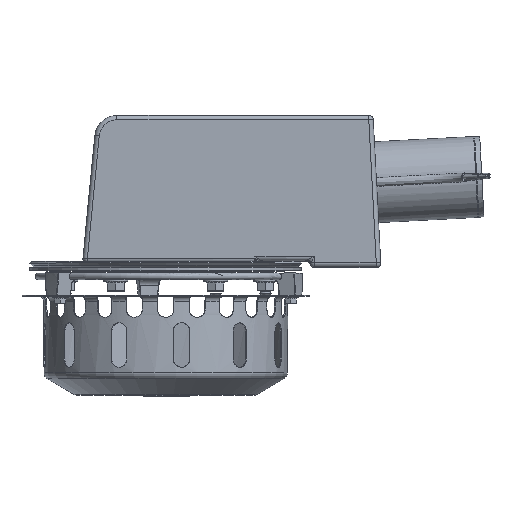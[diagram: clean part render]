
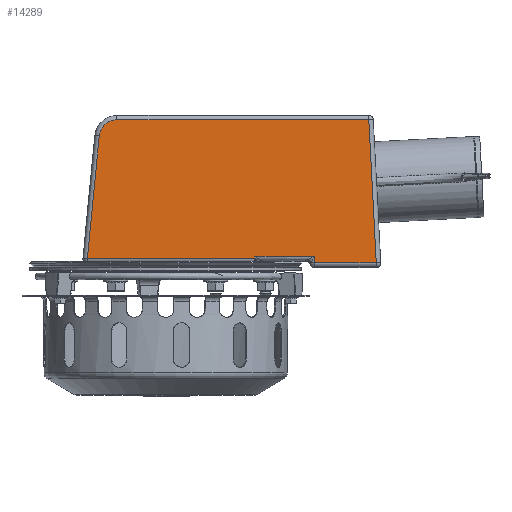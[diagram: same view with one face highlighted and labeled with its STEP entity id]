
A CAD part, top view. The second image highlights one B-rep face of the part: STEP entity #14289.
In plain terms, the highlighted planar face has unit normal (0, 0, 1).
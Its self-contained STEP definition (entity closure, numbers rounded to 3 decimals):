
#671=B_SPLINE_CURVE_WITH_KNOTS('',3,(#36554,#36555,#36556,#36557,#36558,
#36559),.UNSPECIFIED.,.F.,.F.,(4,1,1,4),(-0.324,-0.231,
-0.185,0.),.UNSPECIFIED.);
#672=B_SPLINE_CURVE_WITH_KNOTS('',3,(#36561,#36562,#36563,#36564,#36565,
#36566),.UNSPECIFIED.,.F.,.F.,(4,2,4),(-0.008,0.,1.706),
 .UNSPECIFIED.);
#1116=PLANE('',#17821);
#2536=FACE_OUTER_BOUND('',#3605,.T.);
#3605=EDGE_LOOP('',(#12903,#12904,#12905,#12906,#12907,#12908,#12909,#12910,
#12911,#12912));
#4539=CIRCLE('',#17820,16.);
#5980=VERTEX_POINT('',#36540);
#5983=VERTEX_POINT('',#36545);
#5984=VERTEX_POINT('',#36549);
#5985=VERTEX_POINT('',#36551);
#5986=VERTEX_POINT('',#36553);
#5987=VERTEX_POINT('',#36560);
#5988=VERTEX_POINT('',#36567);
#5989=VERTEX_POINT('',#36569);
#5990=VERTEX_POINT('',#36571);
#5991=VERTEX_POINT('',#36573);
#8307=EDGE_CURVE('',#5983,#5980,#4539,.T.);
#8308=EDGE_CURVE('',#5984,#5983,#15231,.T.);
#8309=EDGE_CURVE('',#5985,#5984,#15232,.T.);
#8310=EDGE_CURVE('',#5986,#5985,#671,.T.);
#8311=EDGE_CURVE('',#5987,#5986,#672,.T.);
#8312=EDGE_CURVE('',#5988,#5987,#15233,.T.);
#8313=EDGE_CURVE('',#5989,#5988,#15234,.T.);
#8314=EDGE_CURVE('',#5990,#5989,#15235,.T.);
#8315=EDGE_CURVE('',#5991,#5990,#15236,.T.);
#8316=EDGE_CURVE('',#5980,#5991,#15237,.T.);
#12903=ORIENTED_EDGE('',*,*,#8307,.F.);
#12904=ORIENTED_EDGE('',*,*,#8308,.F.);
#12905=ORIENTED_EDGE('',*,*,#8309,.F.);
#12906=ORIENTED_EDGE('',*,*,#8310,.F.);
#12907=ORIENTED_EDGE('',*,*,#8311,.F.);
#12908=ORIENTED_EDGE('',*,*,#8312,.F.);
#12909=ORIENTED_EDGE('',*,*,#8313,.F.);
#12910=ORIENTED_EDGE('',*,*,#8314,.F.);
#12911=ORIENTED_EDGE('',*,*,#8315,.F.);
#12912=ORIENTED_EDGE('',*,*,#8316,.F.);
#14289=ADVANCED_FACE('',(#2536),#1116,.T.);
#15231=LINE('',#36550,#16075);
#15232=LINE('',#36552,#16076);
#15233=LINE('',#36568,#16077);
#15234=LINE('',#36570,#16078);
#15235=LINE('',#36572,#16079);
#15236=LINE('',#36574,#16080);
#15237=LINE('',#36575,#16081);
#16075=VECTOR('',#22130,1.);
#16076=VECTOR('',#22131,1.);
#16077=VECTOR('',#22132,4.);
#16078=VECTOR('',#22133,1.);
#16079=VECTOR('',#22134,1.);
#16080=VECTOR('',#22135,1.);
#16081=VECTOR('',#22136,1.);
#17820=AXIS2_PLACEMENT_3D('',#36547,#22126,#22127);
#17821=AXIS2_PLACEMENT_3D('',#36548,#22128,#22129);
#22126=DIRECTION('center_axis',(0.,0.,
-1.));
#22127=DIRECTION('ref_axis',(-0.815,0.58,0.));
#22128=DIRECTION('center_axis',(0.,0.,
1.));
#22129=DIRECTION('ref_axis',(0.,-1.,0.));
#22130=DIRECTION('',(0.096,0.995,0.));
#22131=DIRECTION('',(-1.,0.,0.));
#22132=DIRECTION('',(-1.,0.,0.));
#22133=DIRECTION('',(0.,1.,0.));
#22134=DIRECTION('',(-1.,0.,0.));
#22135=DIRECTION('',(0.052,-0.999,0.));
#22136=DIRECTION('',(1.,0.,0.));
#36540=CARTESIAN_POINT('',(-43.968,66.,75.));
#36545=CARTESIAN_POINT('',(-59.894,51.542,75.));
#36547=CARTESIAN_POINT('Origin',(-43.968,50.,75.));
#36548=CARTESIAN_POINT('Origin',(-63.351,5.693,75.));
#36549=CARTESIAN_POINT('',(-70.594,-59.,75.));
#36550=CARTESIAN_POINT('',(-67.09,-22.798,75.));
#36551=CARTESIAN_POINT('',(80.087,-59.,75.));
#36552=CARTESIAN_POINT('',(94.268,-59.,75.));
#36553=CARTESIAN_POINT('',(80.171,-58.688,75.));
#36554=CARTESIAN_POINT('Ctrl Pts',(80.171,-58.688,75.));
#36555=CARTESIAN_POINT('Ctrl Pts',(80.166,-58.718,75.));
#36556=CARTESIAN_POINT('Ctrl Pts',(80.155,-58.763,75.));
#36557=CARTESIAN_POINT('Ctrl Pts',(80.128,-58.867,75.));
#36558=CARTESIAN_POINT('Ctrl Pts',(80.105,-58.941,75.));
#36559=CARTESIAN_POINT('Ctrl Pts',(80.087,-59.,75.));
#36560=CARTESIAN_POINT('',(80.467,-57.,75.));
#36561=CARTESIAN_POINT('Ctrl Pts',(80.467,-57.,75.));
#36562=CARTESIAN_POINT('Ctrl Pts',(80.467,-57.003,75.));
#36563=CARTESIAN_POINT('Ctrl Pts',(80.466,-57.005,75.));
#36564=CARTESIAN_POINT('Ctrl Pts',(80.37,-57.568,75.));
#36565=CARTESIAN_POINT('Ctrl Pts',(80.274,-58.129,75.));
#36566=CARTESIAN_POINT('Ctrl Pts',(80.171,-58.688,75.));
#36567=CARTESIAN_POINT('',(134.,-57.,75.));
#36568=CARTESIAN_POINT('',(110.,-57.,75.));
#36569=CARTESIAN_POINT('',(134.,-63.,75.));
#36570=CARTESIAN_POINT('',(134.,-62.907,75.));
#36571=CARTESIAN_POINT('',(189.837,-63.,75.));
#36572=CARTESIAN_POINT('',(125.651,-63.,75.));
#36573=CARTESIAN_POINT('',(183.076,66.,75.));
#36574=CARTESIAN_POINT('',(184.6,36.916,75.));
#36575=CARTESIAN_POINT('',(1.485,66.,75.));
